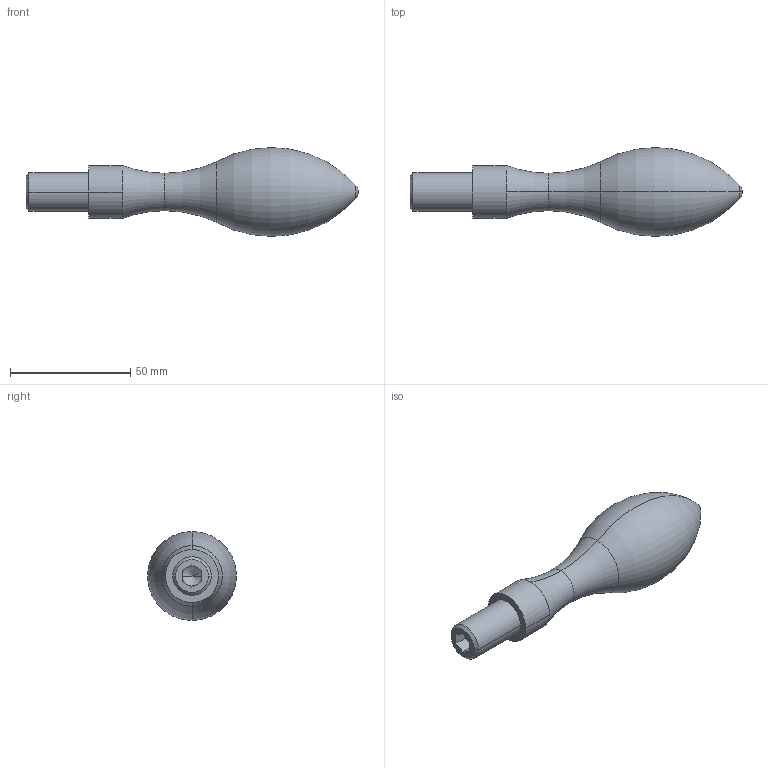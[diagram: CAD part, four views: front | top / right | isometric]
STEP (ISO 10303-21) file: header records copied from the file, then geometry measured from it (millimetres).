
FILE_DESCRIPTION( ( '' ), '1' );
FILE_NAME( 'K0167.1636112.stp', '2012-10-29T10:52:42', ( '' ), ( '' ), ' ', ' ', ' ' );
FILE_SCHEMA( ( 'CONFIG_CONTROL_DESIGN' ) );
Length unit declared in the file: millimetre
Products named in the file (1): 1
Bounding box: 138 x 36.93 x 36.93 mm (x, y, z)
Volume: 63166.3 mm3; surface area: 10919.5 mm2
Topology: 1 solids, 1 shells, 31 faces, 71 edges, 42 vertices
Faces by surface type: plane 15, torus 8, cylinder 4, cone 4
Entity records: 908 total; most frequent: DIRECTION 170, CARTESIAN_POINT 143, ORIENTED_EDGE 138, AXIS2_PLACEMENT_3D 69, EDGE_CURVE 69, VERTEX_POINT 42, CIRCLE 37, EDGE_LOOP 33
